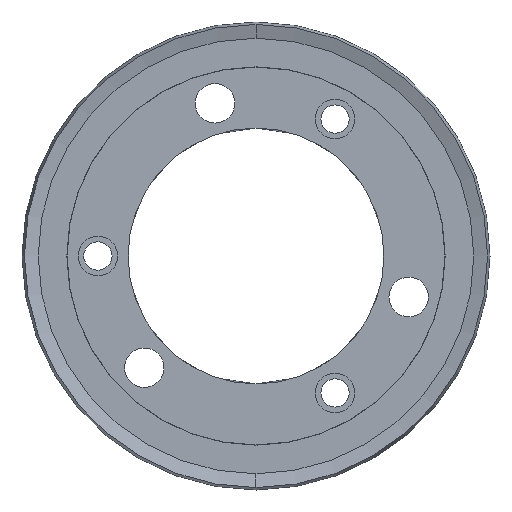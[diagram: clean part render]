
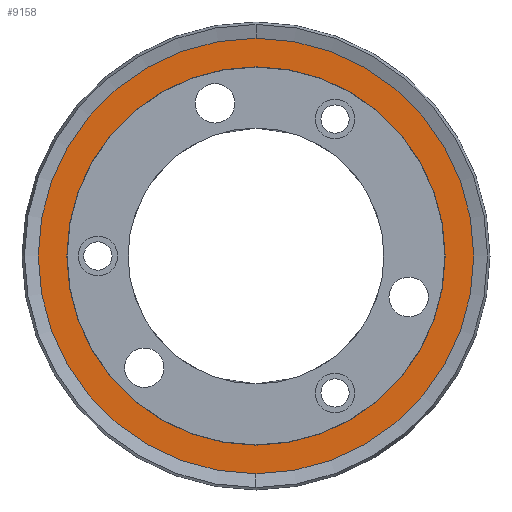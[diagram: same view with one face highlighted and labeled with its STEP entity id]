
A CAD part, left-side view. The second image highlights one B-rep face of the part: STEP entity #9158.
In plain terms, the highlighted planar face has unit normal (-1, 0, 0).
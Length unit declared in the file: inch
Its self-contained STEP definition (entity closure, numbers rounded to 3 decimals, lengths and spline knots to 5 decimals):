
#182 = DIRECTION ( 'NONE',  ( -1., 0., 0. ) ) ;
#266 = CARTESIAN_POINT ( 'NONE',  ( 0.64083, 1.3336, 3.84146 ) ) ;
#306 = DIRECTION ( 'NONE',  ( 1., 0., 0. ) ) ;
#388 = CIRCLE ( 'NONE', #7110, 1.54933 ) ;
#696 = AXIS2_PLACEMENT_3D ( 'NONE', #7189, #306, #5773 ) ;
#1255 = DIRECTION ( 'NONE',  ( -1., 0., 0. ) ) ;
#1348 = CARTESIAN_POINT ( 'NONE',  ( 0.64083, 1.3336, 2.49546 ) ) ;
#1415 = DIRECTION ( 'NONE',  ( -1., 0., 0. ) ) ;
#1432 = CARTESIAN_POINT ( 'NONE',  ( 0.64083, 1.3336, 4.04479 ) ) ;
#1927 = CARTESIAN_POINT ( 'NONE',  ( 0.64083, 1.3336, 1.14946 ) ) ;
#2191 = ORIENTED_EDGE ( 'NONE', *, *, #5471, .T. ) ;
#2372 = ORIENTED_EDGE ( 'NONE', *, *, #5912, .F. ) ;
#2928 = CARTESIAN_POINT ( 'NONE',  ( 0.64083, 1.3336, 2.49546 ) ) ;
#2953 = CARTESIAN_POINT ( 'NONE',  ( 0.64083, 1.3336, 2.49546 ) ) ;
#3659 = AXIS2_PLACEMENT_3D ( 'NONE', #2953, #5948, #3783 ) ;
#3783 = DIRECTION ( 'NONE',  ( 0., 0., 1. ) ) ;
#3862 = VERTEX_POINT ( 'NONE', #7485 ) ;
#4055 = DIRECTION ( 'NONE',  ( 0., 0., 1. ) ) ;
#4077 = AXIS2_PLACEMENT_3D ( 'NONE', #2928, #1415, #5109 ) ;
#4371 = DIRECTION ( 'NONE',  ( 0., 0., 1. ) ) ;
#5085 = AXIS2_PLACEMENT_3D ( 'NONE', #1348, #1255, #4371 ) ;
#5109 = DIRECTION ( 'NONE',  ( 0., 0., 1. ) ) ;
#5114 = EDGE_LOOP ( 'NONE', ( #2372, #9567 ) ) ;
#5140 = EDGE_LOOP ( 'NONE', ( #2191, #7521 ) ) ;
#5238 = VERTEX_POINT ( 'NONE', #266 ) ;
#5310 = FACE_BOUND ( 'NONE', #5114, .T. ) ;
#5355 = VERTEX_POINT ( 'NONE', #1927 ) ;
#5471 = EDGE_CURVE ( 'NONE', #8766, #3862, #7062, .T. ) ;
#5773 = DIRECTION ( 'NONE',  ( 0., 0., -1. ) ) ;
#5912 = EDGE_CURVE ( 'NONE', #5238, #5355, #9658, .T. ) ;
#5948 = DIRECTION ( 'NONE',  ( -1., 0., 0. ) ) ;
#6551 = PLANE ( 'NONE',  #696 ) ;
#7062 = CIRCLE ( 'NONE', #5085, 1.54933 ) ;
#7110 = AXIS2_PLACEMENT_3D ( 'NONE', #7800, #182, #4055 ) ;
#7189 = CARTESIAN_POINT ( 'NONE',  ( 0.64083, 2.88293, 2.49546 ) ) ;
#7226 = FACE_OUTER_BOUND ( 'NONE', #5140, .T. ) ;
#7485 = CARTESIAN_POINT ( 'NONE',  ( 0.64083, 1.3336, 0.94613 ) ) ;
#7521 = ORIENTED_EDGE ( 'NONE', *, *, #8388, .T. ) ;
#7800 = CARTESIAN_POINT ( 'NONE',  ( 0.64083, 1.3336, 2.49546 ) ) ;
#8388 = EDGE_CURVE ( 'NONE', #3862, #8766, #388, .T. ) ;
#8766 = VERTEX_POINT ( 'NONE', #1432 ) ;
#8803 = EDGE_CURVE ( 'NONE', #5355, #5238, #8989, .T. ) ;
#8989 = CIRCLE ( 'NONE', #3659, 1.346 ) ;
#9158 = ADVANCED_FACE ( 'NONE', ( #5310, #7226 ), #6551, .F. ) ;
#9567 = ORIENTED_EDGE ( 'NONE', *, *, #8803, .F. ) ;
#9658 = CIRCLE ( 'NONE', #4077, 1.346 ) ;
